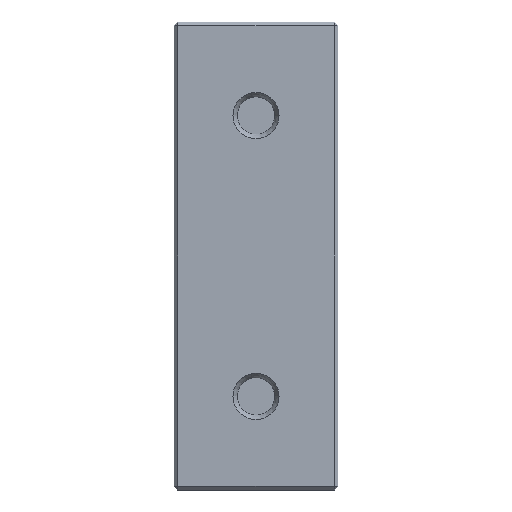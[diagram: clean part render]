
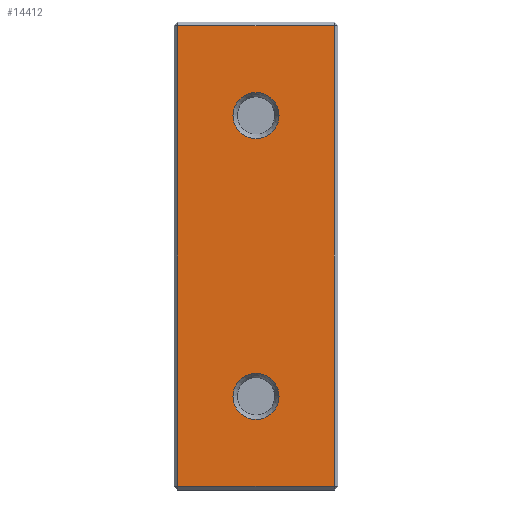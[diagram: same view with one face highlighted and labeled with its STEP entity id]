
A CAD part, front view. The second image highlights one B-rep face of the part: STEP entity #14412.
In plain terms, the highlighted planar face has unit normal (0, -1, 0).
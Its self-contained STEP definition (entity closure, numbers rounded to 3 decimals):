
#442 = PLANE('',#443);
#443 = AXIS2_PLACEMENT_3D('',#444,#445,#446);
#444 = CARTESIAN_POINT('',(-3.5,0.075,0.075));
#445 = DIRECTION('',(0.,-0.707,-0.707));
#446 = DIRECTION('',(-1.,0.,0.));
#776 = PLANE('',#777);
#777 = AXIS2_PLACEMENT_3D('',#778,#779,#780);
#778 = CARTESIAN_POINT('',(-3.5,0.075,19.925));
#779 = DIRECTION('',(0.,0.707,-0.707));
#780 = DIRECTION('',(-1.,0.,0.));
#1266 = VERTEX_POINT('',#1267);
#1267 = CARTESIAN_POINT('',(-3.35,0.,0.15));
#1288 = EDGE_CURVE('',#1266,#1289,#1291,.T.);
#1289 = VERTEX_POINT('',#1290);
#1290 = CARTESIAN_POINT('',(3.35,0.,0.15));
#1291 = SURFACE_CURVE('',#1292,(#1296,#1303),.PCURVE_S1.);
#1292 = LINE('',#1293,#1294);
#1293 = CARTESIAN_POINT('',(-3.5,0.,0.15));
#1294 = VECTOR('',#1295,1.);
#1295 = DIRECTION('',(1.,0.,0.));
#1296 = PCURVE('',#442,#1297);
#1297 = DEFINITIONAL_REPRESENTATION('',(#1298),#1302);
#1298 = LINE('',#1299,#1300);
#1299 = CARTESIAN_POINT('',(0.,-0.106));
#1300 = VECTOR('',#1301,1.);
#1301 = DIRECTION('',(-1.,0.));
#1302 = ( GEOMETRIC_REPRESENTATION_CONTEXT(2) 
PARAMETRIC_REPRESENTATION_CONTEXT() REPRESENTATION_CONTEXT('2D SPACE',''
  ) );
#1303 = PCURVE('',#1304,#1309);
#1304 = PLANE('',#1305);
#1305 = AXIS2_PLACEMENT_3D('',#1306,#1307,#1308);
#1306 = CARTESIAN_POINT('',(-3.5,0.,0.));
#1307 = DIRECTION('',(0.,1.,0.));
#1308 = DIRECTION('',(1.,0.,0.));
#1309 = DEFINITIONAL_REPRESENTATION('',(#1310),#1314);
#1310 = LINE('',#1311,#1312);
#1311 = CARTESIAN_POINT('',(0.,-0.15));
#1312 = VECTOR('',#1313,1.);
#1313 = DIRECTION('',(1.,0.));
#1314 = ( GEOMETRIC_REPRESENTATION_CONTEXT(2) 
PARAMETRIC_REPRESENTATION_CONTEXT() REPRESENTATION_CONTEXT('2D SPACE',''
  ) );
#1744 = VERTEX_POINT('',#1745);
#1745 = CARTESIAN_POINT('',(-3.35,0.,19.85));
#1766 = EDGE_CURVE('',#1744,#1767,#1769,.T.);
#1767 = VERTEX_POINT('',#1768);
#1768 = CARTESIAN_POINT('',(3.35,0.,19.85));
#1769 = SURFACE_CURVE('',#1770,(#1774,#1781),.PCURVE_S1.);
#1770 = LINE('',#1771,#1772);
#1771 = CARTESIAN_POINT('',(-3.5,0.,19.85));
#1772 = VECTOR('',#1773,1.);
#1773 = DIRECTION('',(1.,0.,0.));
#1774 = PCURVE('',#776,#1775);
#1775 = DEFINITIONAL_REPRESENTATION('',(#1776),#1780);
#1776 = LINE('',#1777,#1778);
#1777 = CARTESIAN_POINT('',(0.,-0.106));
#1778 = VECTOR('',#1779,1.);
#1779 = DIRECTION('',(-1.,0.));
#1780 = ( GEOMETRIC_REPRESENTATION_CONTEXT(2) 
PARAMETRIC_REPRESENTATION_CONTEXT() REPRESENTATION_CONTEXT('2D SPACE',''
  ) );
#1781 = PCURVE('',#1304,#1782);
#1782 = DEFINITIONAL_REPRESENTATION('',(#1783),#1787);
#1783 = LINE('',#1784,#1785);
#1784 = CARTESIAN_POINT('',(0.,-19.85));
#1785 = VECTOR('',#1786,1.);
#1786 = DIRECTION('',(1.,0.));
#1787 = ( GEOMETRIC_REPRESENTATION_CONTEXT(2) 
PARAMETRIC_REPRESENTATION_CONTEXT() REPRESENTATION_CONTEXT('2D SPACE',''
  ) );
#1960 = PLANE('',#1961);
#1961 = AXIS2_PLACEMENT_3D('',#1962,#1963,#1964);
#1962 = CARTESIAN_POINT('',(-3.425,0.075,0.));
#1963 = DIRECTION('',(0.707,0.707,0.
    ));
#1964 = DIRECTION('',(0.,0.,1.));
#14412 = ADVANCED_FACE('',(#14413,#14464,#14495),#1304,.F.);
#14413 = FACE_BOUND('',#14414,.F.);
#14414 = EDGE_LOOP('',(#14415,#14436,#14437,#14463));
#14415 = ORIENTED_EDGE('',*,*,#14416,.T.);
#14416 = EDGE_CURVE('',#1266,#1744,#14417,.T.);
#14417 = SURFACE_CURVE('',#14418,(#14422,#14429),.PCURVE_S1.);
#14418 = LINE('',#14419,#14420);
#14419 = CARTESIAN_POINT('',(-3.35,0.,0.));
#14420 = VECTOR('',#14421,1.);
#14421 = DIRECTION('',(0.,0.,1.));
#14422 = PCURVE('',#1304,#14423);
#14423 = DEFINITIONAL_REPRESENTATION('',(#14424),#14428);
#14424 = LINE('',#14425,#14426);
#14425 = CARTESIAN_POINT('',(0.15,0.));
#14426 = VECTOR('',#14427,1.);
#14427 = DIRECTION('',(0.,-1.));
#14428 = ( GEOMETRIC_REPRESENTATION_CONTEXT(2) 
PARAMETRIC_REPRESENTATION_CONTEXT() REPRESENTATION_CONTEXT('2D SPACE',''
  ) );
#14429 = PCURVE('',#1960,#14430);
#14430 = DEFINITIONAL_REPRESENTATION('',(#14431),#14435);
#14431 = LINE('',#14432,#14433);
#14432 = CARTESIAN_POINT('',(0.,0.106));
#14433 = VECTOR('',#14434,1.);
#14434 = DIRECTION('',(1.,0.));
#14435 = ( GEOMETRIC_REPRESENTATION_CONTEXT(2) 
PARAMETRIC_REPRESENTATION_CONTEXT() REPRESENTATION_CONTEXT('2D SPACE',''
  ) );
#14436 = ORIENTED_EDGE('',*,*,#1766,.T.);
#14437 = ORIENTED_EDGE('',*,*,#14438,.F.);
#14438 = EDGE_CURVE('',#1289,#1767,#14439,.T.);
#14439 = SURFACE_CURVE('',#14440,(#14444,#14451),.PCURVE_S1.);
#14440 = LINE('',#14441,#14442);
#14441 = CARTESIAN_POINT('',(3.35,0.,0.));
#14442 = VECTOR('',#14443,1.);
#14443 = DIRECTION('',(0.,0.,1.));
#14444 = PCURVE('',#1304,#14445);
#14445 = DEFINITIONAL_REPRESENTATION('',(#14446),#14450);
#14446 = LINE('',#14447,#14448);
#14447 = CARTESIAN_POINT('',(6.85,0.));
#14448 = VECTOR('',#14449,1.);
#14449 = DIRECTION('',(0.,-1.));
#14450 = ( GEOMETRIC_REPRESENTATION_CONTEXT(2) 
PARAMETRIC_REPRESENTATION_CONTEXT() REPRESENTATION_CONTEXT('2D SPACE',''
  ) );
#14451 = PCURVE('',#14452,#14457);
#14452 = PLANE('',#14453);
#14453 = AXIS2_PLACEMENT_3D('',#14454,#14455,#14456);
#14454 = CARTESIAN_POINT('',(3.425,0.075,0.));
#14455 = DIRECTION('',(0.707,-0.707,
    0.));
#14456 = DIRECTION('',(0.,0.,-1.));
#14457 = DEFINITIONAL_REPRESENTATION('',(#14458),#14462);
#14458 = LINE('',#14459,#14460);
#14459 = CARTESIAN_POINT('',(0.,-0.106));
#14460 = VECTOR('',#14461,1.);
#14461 = DIRECTION('',(-1.,0.));
#14462 = ( GEOMETRIC_REPRESENTATION_CONTEXT(2) 
PARAMETRIC_REPRESENTATION_CONTEXT() REPRESENTATION_CONTEXT('2D SPACE',''
  ) );
#14463 = ORIENTED_EDGE('',*,*,#1288,.F.);
#14464 = FACE_BOUND('',#14465,.F.);
#14465 = EDGE_LOOP('',(#14466));
#14466 = ORIENTED_EDGE('',*,*,#14467,.F.);
#14467 = EDGE_CURVE('',#14468,#14468,#14470,.T.);
#14468 = VERTEX_POINT('',#14469);
#14469 = CARTESIAN_POINT('',(-0.985,0.,4.));
#14470 = SURFACE_CURVE('',#14471,(#14476,#14483),.PCURVE_S1.);
#14471 = CIRCLE('',#14472,0.985);
#14472 = AXIS2_PLACEMENT_3D('',#14473,#14474,#14475);
#14473 = CARTESIAN_POINT('',(0.,0.,4.));
#14474 = DIRECTION('',(0.,1.,0.));
#14475 = DIRECTION('',(-1.,0.,0.));
#14476 = PCURVE('',#1304,#14477);
#14477 = DEFINITIONAL_REPRESENTATION('',(#14478),#14482);
#14478 = CIRCLE('',#14479,0.985);
#14479 = AXIS2_PLACEMENT_2D('',#14480,#14481);
#14480 = CARTESIAN_POINT('',(3.5,-4.));
#14481 = DIRECTION('',(-1.,0.));
#14482 = ( GEOMETRIC_REPRESENTATION_CONTEXT(2) 
PARAMETRIC_REPRESENTATION_CONTEXT() REPRESENTATION_CONTEXT('2D SPACE',''
  ) );
#14483 = PCURVE('',#14484,#14489);
#14484 = CONICAL_SURFACE('',#14485,0.985,0.524);
#14485 = AXIS2_PLACEMENT_3D('',#14486,#14487,#14488);
#14486 = CARTESIAN_POINT('',(0.,0.,4.));
#14487 = DIRECTION('',(0.,-1.,0.));
#14488 = DIRECTION('',(-1.,0.,0.));
#14489 = DEFINITIONAL_REPRESENTATION('',(#14490),#14494);
#14490 = LINE('',#14491,#14492);
#14491 = CARTESIAN_POINT('',(0.,0.));
#14492 = VECTOR('',#14493,1.);
#14493 = DIRECTION('',(-1.,0.));
#14494 = ( GEOMETRIC_REPRESENTATION_CONTEXT(2) 
PARAMETRIC_REPRESENTATION_CONTEXT() REPRESENTATION_CONTEXT('2D SPACE',''
  ) );
#14495 = FACE_BOUND('',#14496,.F.);
#14496 = EDGE_LOOP('',(#14497));
#14497 = ORIENTED_EDGE('',*,*,#14498,.F.);
#14498 = EDGE_CURVE('',#14499,#14499,#14501,.T.);
#14499 = VERTEX_POINT('',#14500);
#14500 = CARTESIAN_POINT('',(-0.985,0.,16.));
#14501 = SURFACE_CURVE('',#14502,(#14507,#14514),.PCURVE_S1.);
#14502 = CIRCLE('',#14503,0.985);
#14503 = AXIS2_PLACEMENT_3D('',#14504,#14505,#14506);
#14504 = CARTESIAN_POINT('',(0.,0.,16.));
#14505 = DIRECTION('',(0.,1.,0.));
#14506 = DIRECTION('',(-1.,0.,0.));
#14507 = PCURVE('',#1304,#14508);
#14508 = DEFINITIONAL_REPRESENTATION('',(#14509),#14513);
#14509 = CIRCLE('',#14510,0.985);
#14510 = AXIS2_PLACEMENT_2D('',#14511,#14512);
#14511 = CARTESIAN_POINT('',(3.5,-16.));
#14512 = DIRECTION('',(-1.,0.));
#14513 = ( GEOMETRIC_REPRESENTATION_CONTEXT(2) 
PARAMETRIC_REPRESENTATION_CONTEXT() REPRESENTATION_CONTEXT('2D SPACE',''
  ) );
#14514 = PCURVE('',#14515,#14520);
#14515 = CONICAL_SURFACE('',#14516,0.985,0.524);
#14516 = AXIS2_PLACEMENT_3D('',#14517,#14518,#14519);
#14517 = CARTESIAN_POINT('',(0.,0.,16.));
#14518 = DIRECTION('',(0.,-1.,0.));
#14519 = DIRECTION('',(-1.,0.,0.));
#14520 = DEFINITIONAL_REPRESENTATION('',(#14521),#14525);
#14521 = LINE('',#14522,#14523);
#14522 = CARTESIAN_POINT('',(0.,0.));
#14523 = VECTOR('',#14524,1.);
#14524 = DIRECTION('',(-1.,0.));
#14525 = ( GEOMETRIC_REPRESENTATION_CONTEXT(2) 
PARAMETRIC_REPRESENTATION_CONTEXT() REPRESENTATION_CONTEXT('2D SPACE',''
  ) );
